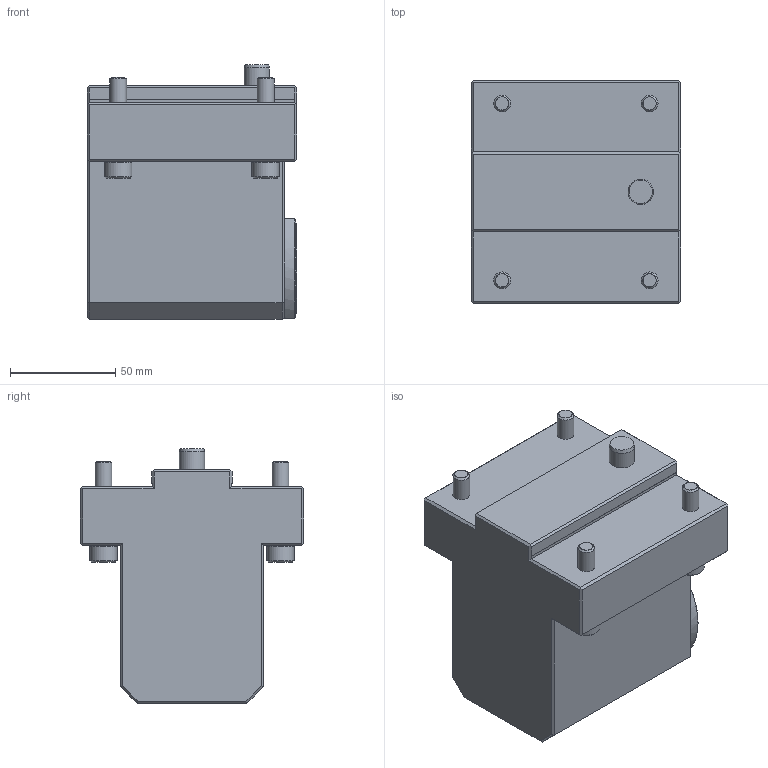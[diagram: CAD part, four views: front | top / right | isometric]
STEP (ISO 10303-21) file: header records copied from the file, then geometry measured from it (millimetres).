
FILE_DESCRIPTION(/* description */ ('Unknown'),/* implementation_level */ '2;1');
FILE_NAME(/* name */ 'C4_TLI_MZ_I_SIM',/* time_stamp */ '2023-04-26T12:14:54+02:00',/* author */ ('WTO KS'),/* organization */ ('WTO'),/* preprocessor_version */ 'ST-DEVELOPER v16.7',/* originating_system */ 'DEX',/* authorisation */ $);
FILE_SCHEMA (('AUTOMOTIVE_DESIGN {1 0 10303 214 3 1 1}'));
Length unit declared in the file: millimetre
Products named in the file (1): C4-TLI-MZ-I
Bounding box: 99.5 x 106 x 120.99 mm (x, y, z)
Volume: 805457.9 mm3; surface area: 65739.1 mm2
Topology: 1 solids, 1 shells, 160 faces, 406 edges, 260 vertices
Faces by surface type: plane 87, cylinder 37, cone 27, sphere 4, torus 4, bspline 1
Full cylindrical faces by diameter (mm): 2.5 x1, 4.495 x4, 5.183 x4, 5.994 x4, 6.26 x4, 6.46 x4, 7.193 x4, 7.992 x4, 11.988 x1, 12.987 x4, 39.96 x1
Entity records: 4391 total; most frequent: CARTESIAN_POINT 948, DIRECTION 711, ORIENTED_EDGE 608, EDGE_CURVE 304, AXIS2_PLACEMENT_3D 274, EDGE_LOOP 249, FACE_BOUND 249, VERTEX_POINT 227
